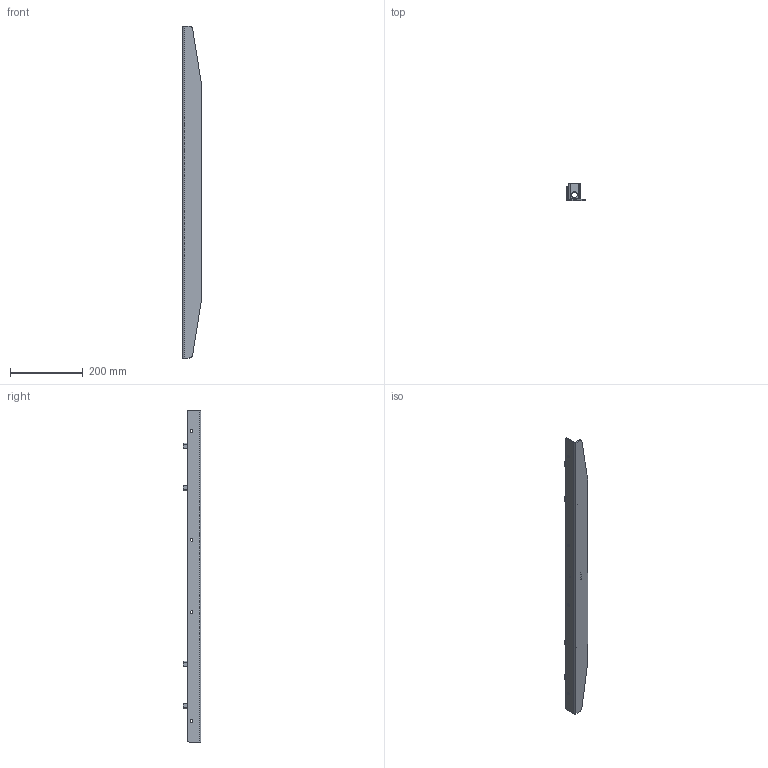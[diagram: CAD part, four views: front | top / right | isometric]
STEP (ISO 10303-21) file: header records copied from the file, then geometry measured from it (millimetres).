
FILE_DESCRIPTION((''),'2;1');
FILE_NAME('JC35TS-0294','2021-01-08T14:07:43',('sa'),('捷昌驱动'),'CREO PARAMETRIC BY PTC INC, 2018100','CREO PARAMETRIC BY PTC INC, 2018100','');
FILE_SCHEMA(('CONFIG_CONTROL_DESIGN'));
Length unit declared in the file: millimetre
Products named in the file (1): JC35TS-0294
Bounding box: 51 x 47.5 x 915 mm (x, y, z)
Volume: 209543.2 mm3; surface area: 170801.2 mm2
Topology: 1 solids, 5 shells, 377 faces, 1080 edges, 720 vertices
Faces by surface type: plane 321, cylinder 56
Entity records: 12249 total; most frequent: CARTESIAN_POINT 2178, ORIENTED_EDGE 2144, DIRECTION 1948, EDGE_CURVE 1080, VECTOR 968, LINE 968, VERTEX_POINT 720, AXIS2_PLACEMENT_3D 490
